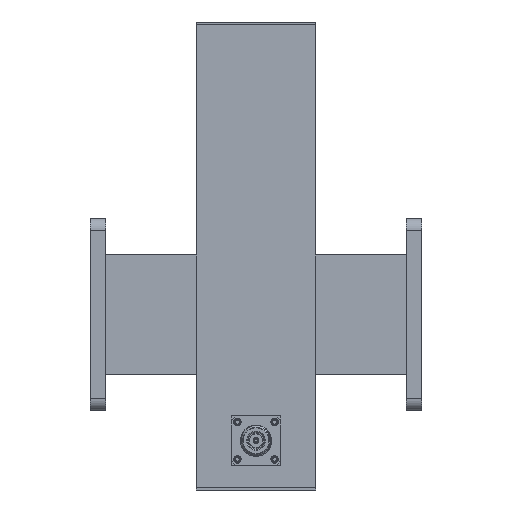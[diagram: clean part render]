
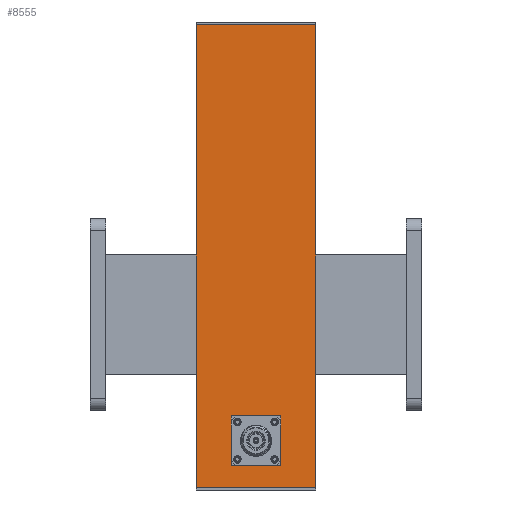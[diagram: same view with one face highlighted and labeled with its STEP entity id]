
A CAD part, front view. The second image highlights one B-rep face of the part: STEP entity #8555.
In plain terms, the highlighted planar face has unit normal (0, -1, 0).
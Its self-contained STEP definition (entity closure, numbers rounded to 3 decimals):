
#578 = LINE ( 'NONE', #3394, #8623 ) ;
#638 = AXIS2_PLACEMENT_3D ( 'NONE', #1300, #5549, #4203 ) ;
#781 = EDGE_CURVE ( 'NONE', #7416, #6551, #3730, .T. ) ;
#894 = VERTEX_POINT ( 'NONE', #3581 ) ;
#1032 = VECTOR ( 'NONE', #2550, 1000. ) ;
#1104 = EDGE_CURVE ( 'NONE', #2243, #1960, #8583, .T. ) ;
#1300 = CARTESIAN_POINT ( 'NONE',  ( -30.71, -47.617, 150. ) ) ;
#1384 = VECTOR ( 'NONE', #2228, 1000. ) ;
#1402 = LINE ( 'NONE', #2741, #1384 ) ;
#1431 = CARTESIAN_POINT ( 'NONE',  ( 12.713, -47.617, -77.463 ) ) ;
#1819 = VECTOR ( 'NONE', #7916, 1000. ) ;
#1847 = LINE ( 'NONE', #8094, #6535 ) ;
#1960 = VERTEX_POINT ( 'NONE', #5922 ) ;
#2137 = ORIENTED_EDGE ( 'NONE', *, *, #5098, .F. ) ;
#2150 = ORIENTED_EDGE ( 'NONE', *, *, #1104, .T. ) ;
#2188 = DIRECTION ( 'NONE',  ( -1., 0., 0. ) ) ;
#2228 = DIRECTION ( 'NONE',  ( 0., 0., -1. ) ) ;
#2243 = VERTEX_POINT ( 'NONE', #4578 ) ;
#2393 = DIRECTION ( 'NONE',  ( 0., 0., 1. ) ) ;
#2437 = DIRECTION ( 'NONE',  ( 1., 0., 0. ) ) ;
#2506 = CARTESIAN_POINT ( 'NONE',  ( -30.71, -47.617, -88.5 ) ) ;
#2550 = DIRECTION ( 'NONE',  ( -1., 0., 0. ) ) ;
#2641 = CARTESIAN_POINT ( 'NONE',  ( 12.713, -47.617, -52.037 ) ) ;
#2741 = CARTESIAN_POINT ( 'NONE',  ( -12.713, -47.617, -77.463 ) ) ;
#2936 = VERTEX_POINT ( 'NONE', #2986 ) ;
#2986 = CARTESIAN_POINT ( 'NONE',  ( 30.71, -47.617, -88.5 ) ) ;
#3196 = ORIENTED_EDGE ( 'NONE', *, *, #8351, .T. ) ;
#3394 = CARTESIAN_POINT ( 'NONE',  ( -12.713, -47.617, -77.463 ) ) ;
#3412 = EDGE_LOOP ( 'NONE', ( #6089, #7036, #7462, #4175 ) ) ;
#3474 = LINE ( 'NONE', #3703, #1819 ) ;
#3548 = VECTOR ( 'NONE', #2393, 1000. ) ;
#3581 = CARTESIAN_POINT ( 'NONE',  ( -12.713, -47.617, -77.463 ) ) ;
#3703 = CARTESIAN_POINT ( 'NONE',  ( -12.713, -47.617, -52.037 ) ) ;
#3730 = LINE ( 'NONE', #6556, #3548 ) ;
#4175 = ORIENTED_EDGE ( 'NONE', *, *, #5123, .F. ) ;
#4203 = DIRECTION ( 'NONE',  ( 1., 0., 0. ) ) ;
#4578 = CARTESIAN_POINT ( 'NONE',  ( 30.71, -47.617, 148.5 ) ) ;
#5098 = EDGE_CURVE ( 'NONE', #2936, #6182, #8853, .T. ) ;
#5123 = EDGE_CURVE ( 'NONE', #6551, #7395, #3474, .T. ) ;
#5549 = DIRECTION ( 'NONE',  ( 0., 1., 0. ) ) ;
#5604 = CARTESIAN_POINT ( 'NONE',  ( -30.71, -47.617, -88.5 ) ) ;
#5641 = FACE_BOUND ( 'NONE', #3412, .T. ) ;
#5687 = FACE_OUTER_BOUND ( 'NONE', #7011, .T. ) ;
#5709 = CARTESIAN_POINT ( 'NONE',  ( -30.71, -47.617, 148.5 ) ) ;
#5919 = LINE ( 'NONE', #8617, #6080 ) ;
#5922 = CARTESIAN_POINT ( 'NONE',  ( -30.71, -47.617, 148.5 ) ) ;
#6080 = VECTOR ( 'NONE', #8753, 1000. ) ;
#6089 = ORIENTED_EDGE ( 'NONE', *, *, #781, .F. ) ;
#6182 = VERTEX_POINT ( 'NONE', #5604 ) ;
#6535 = VECTOR ( 'NONE', #6834, 1000. ) ;
#6551 = VERTEX_POINT ( 'NONE', #2641 ) ;
#6556 = CARTESIAN_POINT ( 'NONE',  ( 12.713, -47.617, -77.463 ) ) ;
#6834 = DIRECTION ( 'NONE',  ( 0., 0., -1. ) ) ;
#7011 = EDGE_LOOP ( 'NONE', ( #8056, #2150, #3196, #2137 ) ) ;
#7036 = ORIENTED_EDGE ( 'NONE', *, *, #7707, .F. ) ;
#7132 = EDGE_CURVE ( 'NONE', #2243, #2936, #1847, .T. ) ;
#7395 = VERTEX_POINT ( 'NONE', #7631 ) ;
#7416 = VERTEX_POINT ( 'NONE', #1431 ) ;
#7462 = ORIENTED_EDGE ( 'NONE', *, *, #8113, .F. ) ;
#7518 = VECTOR ( 'NONE', #2188, 1000. ) ;
#7631 = CARTESIAN_POINT ( 'NONE',  ( -12.713, -47.617, -52.037 ) ) ;
#7707 = EDGE_CURVE ( 'NONE', #894, #7416, #578, .T. ) ;
#7916 = DIRECTION ( 'NONE',  ( -1., 0., 0. ) ) ;
#8056 = ORIENTED_EDGE ( 'NONE', *, *, #7132, .F. ) ;
#8094 = CARTESIAN_POINT ( 'NONE',  ( 30.71, -47.617, 150. ) ) ;
#8113 = EDGE_CURVE ( 'NONE', #7395, #894, #1402, .T. ) ;
#8351 = EDGE_CURVE ( 'NONE', #1960, #6182, #5919, .T. ) ;
#8555 = ADVANCED_FACE ( 'NONE', ( #5641, #5687 ), #9118, .F. ) ;
#8583 = LINE ( 'NONE', #5709, #7518 ) ;
#8617 = CARTESIAN_POINT ( 'NONE',  ( -30.71, -47.617, 150. ) ) ;
#8623 = VECTOR ( 'NONE', #2437, 1000. ) ;
#8753 = DIRECTION ( 'NONE',  ( 0., 0., -1. ) ) ;
#8853 = LINE ( 'NONE', #2506, #1032 ) ;
#9118 = PLANE ( 'NONE',  #638 ) ;
